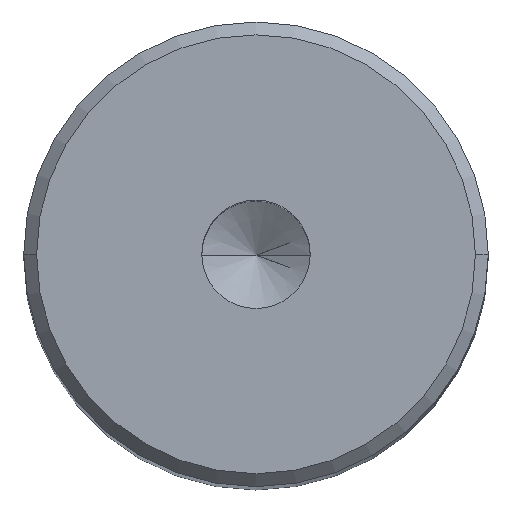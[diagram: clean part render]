
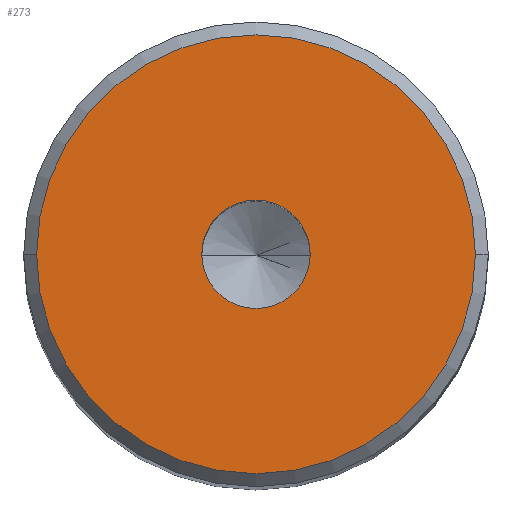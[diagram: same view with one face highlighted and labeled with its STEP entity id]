
A CAD part, top view. The second image highlights one B-rep face of the part: STEP entity #273.
In plain terms, the highlighted planar face has unit normal (0, 0, 1).
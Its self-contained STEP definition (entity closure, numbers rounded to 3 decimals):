
#46 = CIRCLE ( 'NONE', #412, 2.1 ) ;
#51 = DIRECTION ( 'NONE',  ( 1., 0., 0. ) ) ;
#59 = CARTESIAN_POINT ( 'NONE',  ( 2.1, 0., 0. ) ) ;
#65 = VERTEX_POINT ( 'NONE', #83 ) ;
#83 = CARTESIAN_POINT ( 'NONE',  ( -2.1, 0., 0. ) ) ;
#99 = DIRECTION ( 'NONE',  ( 0., 0., 1. ) ) ;
#108 = VERTEX_POINT ( 'NONE', #59 ) ;
#113 = FACE_OUTER_BOUND ( 'NONE', #335, .T. ) ;
#145 = CIRCLE ( 'NONE', #297, 8.5 ) ;
#157 = CARTESIAN_POINT ( 'NONE',  ( 8.5, 0., 0. ) ) ;
#180 = DIRECTION ( 'NONE',  ( 0., 0., 1. ) ) ;
#198 = ORIENTED_EDGE ( 'NONE', *, *, #290, .T. ) ;
#228 = DIRECTION ( 'NONE',  ( 1., 0., 0. ) ) ;
#230 = CARTESIAN_POINT ( 'NONE',  ( 0., 0., 0. ) ) ;
#232 = AXIS2_PLACEMENT_3D ( 'NONE', #507, #457, #51 ) ;
#251 = DIRECTION ( 'NONE',  ( 0., 0., 1. ) ) ;
#271 = ORIENTED_EDGE ( 'NONE', *, *, #450, .F. ) ;
#273 = ADVANCED_FACE ( 'NONE', ( #485, #113 ), #497, .T. ) ;
#290 = EDGE_CURVE ( 'NONE', #341, #512, #145, .T. ) ;
#295 = ORIENTED_EDGE ( 'NONE', *, *, #407, .F. ) ;
#297 = AXIS2_PLACEMENT_3D ( 'NONE', #345, #251, #399 ) ;
#302 = DIRECTION ( 'NONE',  ( 1., 0., 0. ) ) ;
#312 = DIRECTION ( 'NONE',  ( 1., 0., 0. ) ) ;
#335 = EDGE_LOOP ( 'NONE', ( #198, #436 ) ) ;
#341 = VERTEX_POINT ( 'NONE', #404 ) ;
#345 = CARTESIAN_POINT ( 'NONE',  ( 0., 0., 0. ) ) ;
#354 = DIRECTION ( 'NONE',  ( 0., 0., 1. ) ) ;
#377 = CIRCLE ( 'NONE', #549, 8.5 ) ;
#399 = DIRECTION ( 'NONE',  ( 1., 0., 0. ) ) ;
#404 = CARTESIAN_POINT ( 'NONE',  ( -8.5, 0., 0. ) ) ;
#407 = EDGE_CURVE ( 'NONE', #108, #65, #46, .T. ) ;
#412 = AXIS2_PLACEMENT_3D ( 'NONE', #552, #180, #228 ) ;
#436 = ORIENTED_EDGE ( 'NONE', *, *, #461, .T. ) ;
#450 = EDGE_CURVE ( 'NONE', #65, #108, #491, .T. ) ;
#457 = DIRECTION ( 'NONE',  ( 0., 0., 1. ) ) ;
#461 = EDGE_CURVE ( 'NONE', #512, #341, #377, .T. ) ;
#481 = CARTESIAN_POINT ( 'NONE',  ( 0., 0., 0. ) ) ;
#485 = FACE_BOUND ( 'NONE', #498, .T. ) ;
#491 = CIRCLE ( 'NONE', #232, 2.1 ) ;
#497 = PLANE ( 'NONE',  #548 ) ;
#498 = EDGE_LOOP ( 'NONE', ( #295, #271 ) ) ;
#507 = CARTESIAN_POINT ( 'NONE',  ( 0., 0., 0. ) ) ;
#512 = VERTEX_POINT ( 'NONE', #157 ) ;
#548 = AXIS2_PLACEMENT_3D ( 'NONE', #481, #354, #302 ) ;
#549 = AXIS2_PLACEMENT_3D ( 'NONE', #230, #99, #312 ) ;
#552 = CARTESIAN_POINT ( 'NONE',  ( 0., 0., 0. ) ) ;
